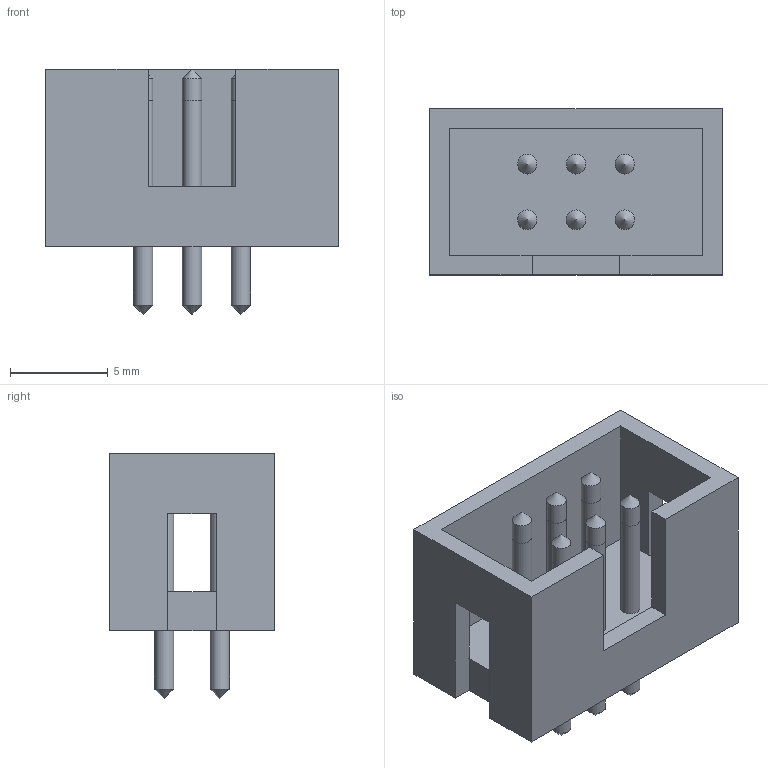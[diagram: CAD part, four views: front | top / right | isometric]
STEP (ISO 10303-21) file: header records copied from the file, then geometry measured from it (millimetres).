
FILE_DESCRIPTION(/* description */ (''),/* implementation_level */ '2;1');
FILE_NAME(/* name */ '58433e1f-8435-424f-b614-2b7708038c7a.stp',/* time_stamp */ '2021-11-07T22:27:40+00:00',/* author */ (''),/* organization */ (''),/* preprocessor_version */ 'ST-DEVELOPER v18.1',/* originating_system */ 'Autodesk Translation Framework v10.10.0.1391',/* authorisation */ '');
FILE_SCHEMA (('AUTOMOTIVE_DESIGN { 1 0 10303 214 3 1 1 }'));
Length unit declared in the file: millimetre
Products named in the file (1): Header 6 pins
Bounding box: 15 x 8.5 x 12.6 mm (x, y, z)
Volume: 589.4 mm3; surface area: 1475.7 mm2
Topology: 22 solids, 22 shells, 92 faces, 186 edges, 118 vertices
Faces by surface type: plane 48, cylinder 26, cone 18
Full cylindrical faces by diameter (mm): 1 x26
Entity records: 2349 total; most frequent: DIRECTION 406, CARTESIAN_POINT 379, ORIENTED_EDGE 336, EDGE_CURVE 168, AXIS2_PLACEMENT_3D 145, VERTEX_POINT 118, LINE 116, VECTOR 116
